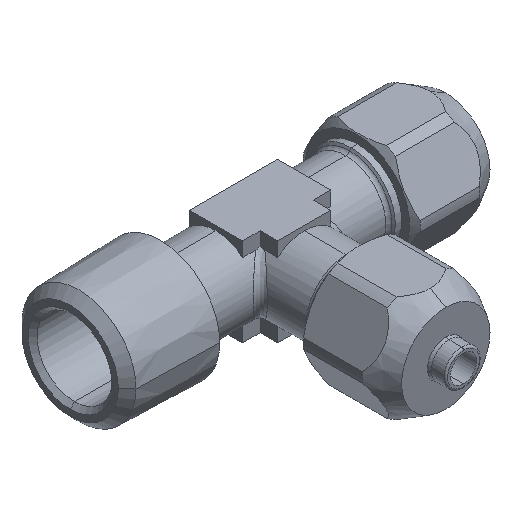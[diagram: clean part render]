
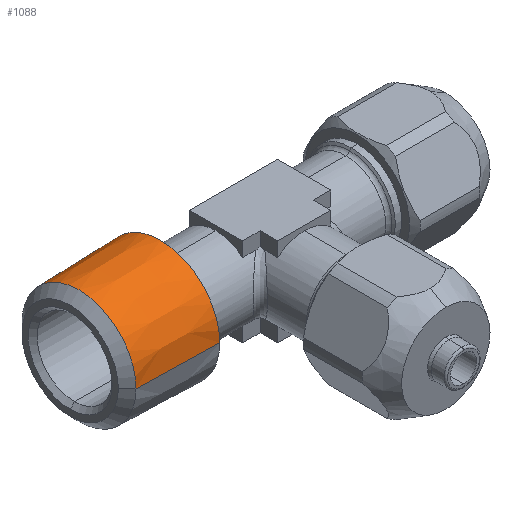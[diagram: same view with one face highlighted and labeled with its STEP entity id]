
A CAD part, isometric view. The second image highlights one B-rep face of the part: STEP entity #1088.
In plain terms, the highlighted conical face has half-angle 1.47 degrees and reference radius 6.707 mm.
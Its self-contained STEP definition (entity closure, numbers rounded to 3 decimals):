
#524 = EDGE_LOOP ( 'NONE', ( #1291, #1293, #1292, #1294, #1295 ) ) ;
#616 = VERTEX_POINT ( 'NONE', #3219 ) ;
#618 = VERTEX_POINT ( 'NONE', #3220 ) ;
#629 = VERTEX_POINT ( 'NONE', #3222 ) ;
#634 = VERTEX_POINT ( 'NONE', #3225 ) ;
#636 = VERTEX_POINT ( 'NONE', #3227 ) ;
#867 = EDGE_CURVE ( 'NONE', #616, #636, #1383, .T. ) ;
#868 = EDGE_CURVE ( 'NONE', #636, #634, #1891, .T. ) ;
#869 = EDGE_CURVE ( 'NONE', #634, #618, #1800, .T. ) ;
#870 = EDGE_CURVE ( 'NONE', #629, #618, #1384, .T. ) ;
#872 = EDGE_CURVE ( 'NONE', #629, #616, #2006, .T. ) ;
#1088 = ADVANCED_FACE ( 'NONE', ( #1545 ), #1974, .T. ) ;
#1291 = ORIENTED_EDGE ( 'NONE', *, *, #872, .F. ) ;
#1292 = ORIENTED_EDGE ( 'NONE', *, *, #869, .F. ) ;
#1293 = ORIENTED_EDGE ( 'NONE', *, *, #870, .T. ) ;
#1294 = ORIENTED_EDGE ( 'NONE', *, *, #868, .F. ) ;
#1295 = ORIENTED_EDGE ( 'NONE', *, *, #867, .F. ) ;
#1383 = LINE ( 'NONE', #3345, #1899 ) ;
#1384 = LINE ( 'NONE', #3353, #1843 ) ;
#1545 = FACE_OUTER_BOUND ( 'NONE', #524, .T. ) ;
#1800 = CIRCLE ( 'NONE', #1907, 6.687 ) ;
#1843 = VECTOR ( 'NONE', #3354, 1000. ) ;
#1891 = CIRCLE ( 'NONE', #2002, 6.687 ) ;
#1899 = VECTOR ( 'NONE', #3346, 1000. ) ;
#1907 = AXIS2_PLACEMENT_3D ( 'NONE', #3350, #3351, #3352 ) ;
#1974 = CONICAL_SURFACE ( 'NONE', #1982, 6.707, 0.026 ) ;
#1982 = AXIS2_PLACEMENT_3D ( 'NONE', #2495, #2496, #2497 ) ;
#2002 = AXIS2_PLACEMENT_3D ( 'NONE', #3347, #3348, #3349 ) ;
#2006 = CIRCLE ( 'NONE', #2256, 6.45 ) ;
#2256 = AXIS2_PLACEMENT_3D ( 'NONE', #3357, #3358, #3359 ) ;
#2495 = CARTESIAN_POINT ( 'NONE',  ( -10.5, 0., 0. ) ) ;
#2496 = DIRECTION ( 'NONE',  ( 1., 0., 0. ) ) ;
#2497 = DIRECTION ( 'NONE',  ( 0., 1., 0. ) ) ;
#3219 = CARTESIAN_POINT ( 'NONE',  ( -20.5, 6.45, 0. ) ) ;
#3220 = CARTESIAN_POINT ( 'NONE',  ( -11.263, -6.687, 0. ) ) ;
#3222 = CARTESIAN_POINT ( 'NONE',  ( -20.5, -6.45, 0. ) ) ;
#3225 = CARTESIAN_POINT ( 'NONE',  ( -11.263, 0., 6.687 ) ) ;
#3227 = CARTESIAN_POINT ( 'NONE',  ( -11.263, 6.687, 0. ) ) ;
#3345 = CARTESIAN_POINT ( 'NONE',  ( -10.5, 6.707, 0. ) ) ;
#3346 = DIRECTION ( 'NONE',  ( 1., 0.026, 0. ) ) ;
#3347 = CARTESIAN_POINT ( 'NONE',  ( -11.263, 0., 0. ) ) ;
#3348 = DIRECTION ( 'NONE',  ( 1., 0., 0. ) ) ;
#3349 = DIRECTION ( 'NONE',  ( 0., 1., 0. ) ) ;
#3350 = CARTESIAN_POINT ( 'NONE',  ( -11.263, 0., 0. ) ) ;
#3351 = DIRECTION ( 'NONE',  ( 1., 0., 0. ) ) ;
#3352 = DIRECTION ( 'NONE',  ( 0., 1., 0. ) ) ;
#3353 = CARTESIAN_POINT ( 'NONE',  ( -10.5, -6.707, 0. ) ) ;
#3354 = DIRECTION ( 'NONE',  ( 1., -0.026, 0. ) ) ;
#3357 = CARTESIAN_POINT ( 'NONE',  ( -20.5, 0., 0. ) ) ;
#3358 = DIRECTION ( 'NONE',  ( -1., 0., 0. ) ) ;
#3359 = DIRECTION ( 'NONE',  ( 0., -1., 0. ) ) ;
